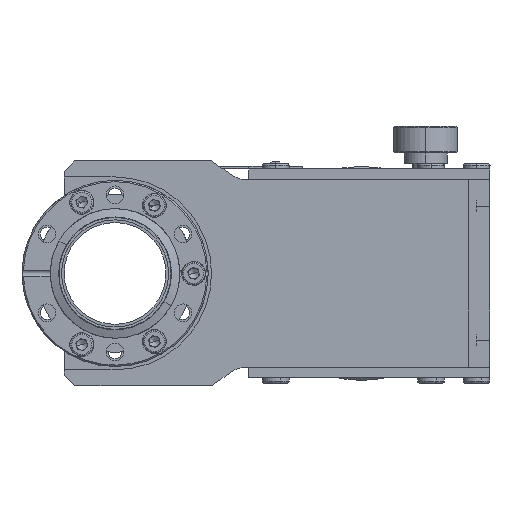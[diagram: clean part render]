
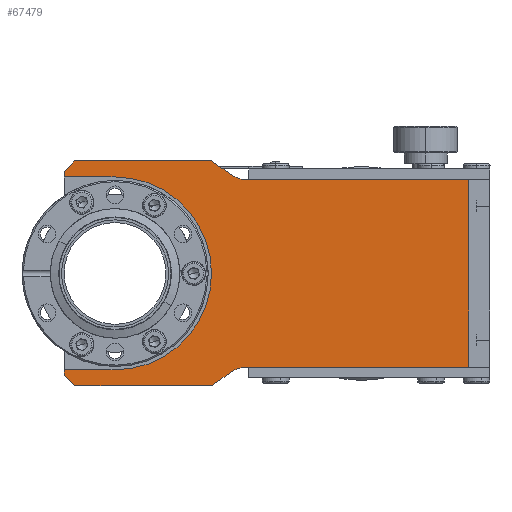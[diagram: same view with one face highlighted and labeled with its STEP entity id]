
A CAD part, front view. The second image highlights one B-rep face of the part: STEP entity #67479.
In plain terms, the highlighted planar face has unit normal (0, -1, 0).
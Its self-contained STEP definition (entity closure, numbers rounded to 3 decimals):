
#1234 = VECTOR ( 'NONE', #74202, 1000. ) ;
#1737 = VECTOR ( 'NONE', #81713, 1000. ) ;
#3650 = CARTESIAN_POINT ( 'NONE',  ( -15., 0., -42. ) ) ;
#5993 = DIRECTION ( 'NONE',  ( 0., 0., 1. ) ) ;
#6700 = CIRCLE ( 'NONE', #144711, 10. ) ;
#10453 = CARTESIAN_POINT ( 'NONE',  ( 132., 0., -35. ) ) ;
#11379 = CARTESIAN_POINT ( 'NONE',  ( -19., 0., 36. ) ) ;
#11489 = VERTEX_POINT ( 'NONE', #133624 ) ;
#12194 = EDGE_CURVE ( 'NONE', #152353, #86892, #154976, .T. ) ;
#13452 = LINE ( 'NONE', #150805, #46867 ) ;
#16546 = VERTEX_POINT ( 'NONE', #93118 ) ;
#17513 = LINE ( 'NONE', #67904, #186975 ) ;
#25659 = CARTESIAN_POINT ( 'NONE',  ( -19., 0., -36. ) ) ;
#26950 = CARTESIAN_POINT ( 'NONE',  ( 49.152, 0., 35. ) ) ;
#29285 = ORIENTED_EDGE ( 'NONE', *, *, #43134, .F. ) ;
#32015 = EDGE_CURVE ( 'NONE', #200791, #11489, #13452, .T. ) ;
#32373 = LINE ( 'NONE', #204552, #114443 ) ;
#32933 = DIRECTION ( 'NONE',  ( 0.819, 0., -0.573 ) ) ;
#33610 = CARTESIAN_POINT ( 'NONE',  ( 36., 0., 42. ) ) ;
#36150 = EDGE_CURVE ( 'NONE', #44018, #57583, #196939, .T. ) ;
#37258 = LINE ( 'NONE', #209905, #75594 ) ;
#38484 = AXIS2_PLACEMENT_3D ( 'NONE', #196073, #97682, #212645 ) ;
#39166 = CARTESIAN_POINT ( 'NONE',  ( 43.418, 0., 36.808 ) ) ;
#39520 = VECTOR ( 'NONE', #107543, 1000. ) ;
#43134 = EDGE_CURVE ( 'NONE', #16546, #86892, #192339, .T. ) ;
#43175 = VERTEX_POINT ( 'NONE', #117869 ) ;
#44018 = VERTEX_POINT ( 'NONE', #182986 ) ;
#46867 = VECTOR ( 'NONE', #88068, 1000. ) ;
#56431 = CARTESIAN_POINT ( 'NONE',  ( 132., 0., 35. ) ) ;
#57583 = VERTEX_POINT ( 'NONE', #100714 ) ;
#60118 = ORIENTED_EDGE ( 'NONE', *, *, #12194, .T. ) ;
#60609 = LINE ( 'NONE', #10453, #99090 ) ;
#63285 = CARTESIAN_POINT ( 'NONE',  ( 36., 0., -42. ) ) ;
#64467 = DIRECTION ( 'NONE',  ( -0.819, 0., -0.573 ) ) ;
#65934 = VECTOR ( 'NONE', #64467, 1000. ) ;
#66444 = VECTOR ( 'NONE', #32933, 1000. ) ;
#66714 = DIRECTION ( 'NONE',  ( 0., 1., 0. ) ) ;
#67326 = ORIENTED_EDGE ( 'NONE', *, *, #36150, .F. ) ;
#67479 = ADVANCED_FACE ( 'NONE', ( #87385 ), #185387, .F. ) ;
#67904 = CARTESIAN_POINT ( 'NONE',  ( 46., 0., 35. ) ) ;
#68222 = DIRECTION ( 'NONE',  ( -1., 0., 0. ) ) ;
#68708 = EDGE_CURVE ( 'NONE', #44018, #11489, #6700, .T. ) ;
#70280 = CARTESIAN_POINT ( 'NONE',  ( 0., 0., 36. ) ) ;
#73104 = EDGE_CURVE ( 'NONE', #57583, #43175, #194875, .T. ) ;
#73764 = VERTEX_POINT ( 'NONE', #202135 ) ;
#74202 = DIRECTION ( 'NONE',  ( 0., 0., 1. ) ) ;
#75594 = VECTOR ( 'NONE', #111505, 1000. ) ;
#79992 = EDGE_CURVE ( 'NONE', #98207, #200791, #60609, .T. ) ;
#80633 = ORIENTED_EDGE ( 'NONE', *, *, #68708, .T. ) ;
#81713 = DIRECTION ( 'NONE',  ( 0.707, 0., 0.707 ) ) ;
#83497 = EDGE_CURVE ( 'NONE', #132380, #83927, #140627, .T. ) ;
#83927 = VERTEX_POINT ( 'NONE', #70280 ) ;
#85634 = ORIENTED_EDGE ( 'NONE', *, *, #73104, .F. ) ;
#86892 = VERTEX_POINT ( 'NONE', #39166 ) ;
#87385 = FACE_OUTER_BOUND ( 'NONE', #108191, .T. ) ;
#88068 = DIRECTION ( 'NONE',  ( -1., 0., 0. ) ) ;
#90436 = EDGE_CURVE ( 'NONE', #126819, #132380, #126702, .T. ) ;
#90817 = LINE ( 'NONE', #97045, #129335 ) ;
#90968 = CARTESIAN_POINT ( 'NONE',  ( 0., 0., -36. ) ) ;
#91092 = ORIENTED_EDGE ( 'NONE', *, *, #121257, .F. ) ;
#93118 = CARTESIAN_POINT ( 'NONE',  ( 36., 0., 42. ) ) ;
#96541 = VERTEX_POINT ( 'NONE', #177280 ) ;
#97045 = CARTESIAN_POINT ( 'NONE',  ( -19., 0., -38. ) ) ;
#97682 = DIRECTION ( 'NONE',  ( 0., -1., 0. ) ) ;
#98207 = VERTEX_POINT ( 'NONE', #56431 ) ;
#99090 = VECTOR ( 'NONE', #141724, 1000. ) ;
#99187 = EDGE_CURVE ( 'NONE', #114415, #170207, #175850, .T. ) ;
#100714 = CARTESIAN_POINT ( 'NONE',  ( 36., 0., -42. ) ) ;
#102003 = EDGE_CURVE ( 'NONE', #152353, #98207, #17513, .T. ) ;
#103958 = ORIENTED_EDGE ( 'NONE', *, *, #32015, .F. ) ;
#104277 = DIRECTION ( 'NONE',  ( 0., 1., 0. ) ) ;
#106155 = EDGE_CURVE ( 'NONE', #73764, #126819, #37258, .T. ) ;
#107543 = DIRECTION ( 'NONE',  ( 1., 0., 0. ) ) ;
#107581 = VECTOR ( 'NONE', #68222, 1000. ) ;
#108191 = EDGE_LOOP ( 'NONE', ( #153300, #139593, #135338, #120083, #117775, #91092, #85634, #67326, #80633, #103958, #123211, #212373, #60118, #29285, #191482, #213045 ) ) ;
#111505 = DIRECTION ( 'NONE',  ( 0., 0., 1. ) ) ;
#114415 = VERTEX_POINT ( 'NONE', #11379 ) ;
#114443 = VECTOR ( 'NONE', #140553, 1000. ) ;
#117775 = ORIENTED_EDGE ( 'NONE', *, *, #106155, .F. ) ;
#117869 = CARTESIAN_POINT ( 'NONE',  ( -15., 0., -42. ) ) ;
#120083 = ORIENTED_EDGE ( 'NONE', *, *, #90436, .F. ) ;
#121257 = EDGE_CURVE ( 'NONE', #43175, #73764, #90817, .T. ) ;
#123211 = ORIENTED_EDGE ( 'NONE', *, *, #79992, .F. ) ;
#124480 = CARTESIAN_POINT ( 'NONE',  ( 0., 0., -36. ) ) ;
#126702 = LINE ( 'NONE', #90968, #39520 ) ;
#126819 = VERTEX_POINT ( 'NONE', #25659 ) ;
#128632 = DIRECTION ( 'NONE',  ( 0., 0., 1. ) ) ;
#128864 = DIRECTION ( 'NONE',  ( 0., 1., 0. ) ) ;
#129274 = CARTESIAN_POINT ( 'NONE',  ( 49.152, 0., 45. ) ) ;
#129335 = VECTOR ( 'NONE', #212018, 1000. ) ;
#132380 = VERTEX_POINT ( 'NONE', #124480 ) ;
#133624 = CARTESIAN_POINT ( 'NONE',  ( 49.152, 0., -35. ) ) ;
#133941 = DIRECTION ( 'NONE',  ( 1., 0., 0. ) ) ;
#134172 = VECTOR ( 'NONE', #140436, 1000. ) ;
#135338 = ORIENTED_EDGE ( 'NONE', *, *, #83497, .F. ) ;
#137828 = EDGE_CURVE ( 'NONE', #96541, #16546, #32373, .T. ) ;
#139326 = LINE ( 'NONE', #174912, #134172 ) ;
#139499 = CARTESIAN_POINT ( 'NONE',  ( -19., 0., 26. ) ) ;
#139593 = ORIENTED_EDGE ( 'NONE', *, *, #195183, .F. ) ;
#140436 = DIRECTION ( 'NONE',  ( -1., 0., 0. ) ) ;
#140553 = DIRECTION ( 'NONE',  ( 1., 0., 0. ) ) ;
#140627 = CIRCLE ( 'NONE', #38484, 36. ) ;
#141724 = DIRECTION ( 'NONE',  ( 0., 0., -1. ) ) ;
#144711 = AXIS2_PLACEMENT_3D ( 'NONE', #165067, #66714, #181510 ) ;
#150805 = CARTESIAN_POINT ( 'NONE',  ( 46., 0., -35. ) ) ;
#152353 = VERTEX_POINT ( 'NONE', #26950 ) ;
#153037 = CARTESIAN_POINT ( 'NONE',  ( -19., 0., 38. ) ) ;
#153300 = ORIENTED_EDGE ( 'NONE', *, *, #99187, .F. ) ;
#153469 = AXIS2_PLACEMENT_3D ( 'NONE', #129274, #128864, #128632 ) ;
#154976 = CIRCLE ( 'NONE', #153469, 10. ) ;
#163583 = CARTESIAN_POINT ( 'NONE',  ( -19., 0., 38. ) ) ;
#165067 = CARTESIAN_POINT ( 'NONE',  ( 49.152, 0., -45. ) ) ;
#170207 = VERTEX_POINT ( 'NONE', #153037 ) ;
#171207 = LINE ( 'NONE', #163583, #1737 ) ;
#174912 = CARTESIAN_POINT ( 'NONE',  ( 0., 0., 36. ) ) ;
#175850 = LINE ( 'NONE', #139499, #1234 ) ;
#177280 = CARTESIAN_POINT ( 'NONE',  ( -15., 0., 42. ) ) ;
#179531 = CARTESIAN_POINT ( 'NONE',  ( 132., 0., -35. ) ) ;
#181510 = DIRECTION ( 'NONE',  ( 0., 0., 1. ) ) ;
#182986 = CARTESIAN_POINT ( 'NONE',  ( 43.418, 0., -36.808 ) ) ;
#185387 = PLANE ( 'NONE',  #206447 ) ;
#185978 = EDGE_CURVE ( 'NONE', #170207, #96541, #171207, .T. ) ;
#186975 = VECTOR ( 'NONE', #133941, 1000. ) ;
#191482 = ORIENTED_EDGE ( 'NONE', *, *, #137828, .F. ) ;
#192339 = LINE ( 'NONE', #33610, #66444 ) ;
#194875 = LINE ( 'NONE', #3650, #107581 ) ;
#195183 = EDGE_CURVE ( 'NONE', #83927, #114415, #139326, .T. ) ;
#196073 = CARTESIAN_POINT ( 'NONE',  ( 0., 0., 0. ) ) ;
#196939 = LINE ( 'NONE', #63285, #65934 ) ;
#200791 = VERTEX_POINT ( 'NONE', #179531 ) ;
#202135 = CARTESIAN_POINT ( 'NONE',  ( -19., 0., -38. ) ) ;
#202649 = CARTESIAN_POINT ( 'NONE',  ( 0., 0., 0. ) ) ;
#204552 = CARTESIAN_POINT ( 'NONE',  ( -15., 0., 42. ) ) ;
#206447 = AXIS2_PLACEMENT_3D ( 'NONE', #202649, #104277, #5993 ) ;
#209905 = CARTESIAN_POINT ( 'NONE',  ( -19., 0., -38. ) ) ;
#212018 = DIRECTION ( 'NONE',  ( -0.707, 0., 0.707 ) ) ;
#212373 = ORIENTED_EDGE ( 'NONE', *, *, #102003, .F. ) ;
#212645 = DIRECTION ( 'NONE',  ( 0., 0., -1. ) ) ;
#213045 = ORIENTED_EDGE ( 'NONE', *, *, #185978, .F. ) ;
